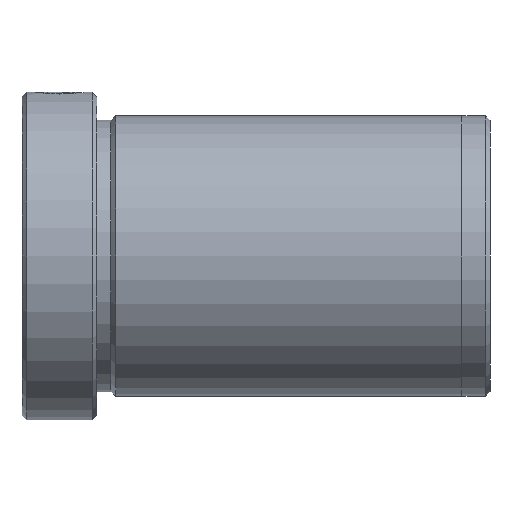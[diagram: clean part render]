
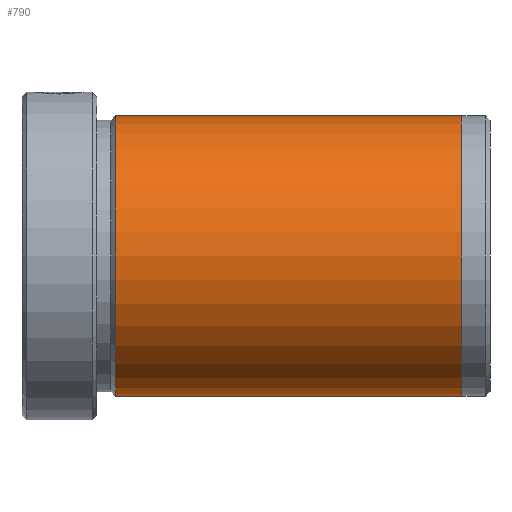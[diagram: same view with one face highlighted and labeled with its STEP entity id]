
A CAD part, left-side view. The second image highlights one B-rep face of the part: STEP entity #790.
In plain terms, the highlighted cylindrical face has radius 15 mm (diameter 30 mm), a partial arc.
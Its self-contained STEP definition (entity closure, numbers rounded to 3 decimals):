
#36 = CARTESIAN_POINT ( 'NONE',  ( 0., -10., 15. ) ) ;
#57 = ORIENTED_EDGE ( 'NONE', *, *, #189, .F. ) ;
#170 = AXIS2_PLACEMENT_3D ( 'NONE', #496, #1486, #635 ) ;
#189 = EDGE_CURVE ( 'NONE', #568, #1264, #1753, .T. ) ;
#336 = DIRECTION ( 'NONE',  ( 0., 1., 0. ) ) ;
#353 = CARTESIAN_POINT ( 'NONE',  ( 0., 0., 15. ) ) ;
#424 = AXIS2_PLACEMENT_3D ( 'NONE', #792, #1792, #937 ) ;
#494 = EDGE_LOOP ( 'NONE', ( #1097, #57, #772, #1237 ) ) ;
#496 = CARTESIAN_POINT ( 'NONE',  ( 0., -10., 0. ) ) ;
#538 = DIRECTION ( 'NONE',  ( 0., 0., 1. ) ) ;
#551 = EDGE_CURVE ( 'NONE', #1264, #586, #940, .T. ) ;
#568 = VERTEX_POINT ( 'NONE', #1493 ) ;
#569 = VECTOR ( 'NONE', #336, 1000. ) ;
#586 = VERTEX_POINT ( 'NONE', #1349 ) ;
#635 = DIRECTION ( 'NONE',  ( 0., 0., 1. ) ) ;
#654 = EDGE_CURVE ( 'NONE', #586, #1669, #1219, .T. ) ;
#772 = ORIENTED_EDGE ( 'NONE', *, *, #1751, .T. ) ;
#775 = CARTESIAN_POINT ( 'NONE',  ( 0., -47., -15. ) ) ;
#790 = ADVANCED_FACE ( 'NONE', ( #1046 ), #1762, .T. ) ;
#792 = CARTESIAN_POINT ( 'NONE',  ( 0., -47., 0. ) ) ;
#879 = VECTOR ( 'NONE', #906, 1000. ) ;
#891 = CARTESIAN_POINT ( 'NONE',  ( 0., 0., -15. ) ) ;
#906 = DIRECTION ( 'NONE',  ( 0., 1., 0. ) ) ;
#937 = DIRECTION ( 'NONE',  ( 0., 0., -1. ) ) ;
#940 = LINE ( 'NONE', #891, #569 ) ;
#961 = CARTESIAN_POINT ( 'NONE',  ( 0., 0., 0. ) ) ;
#1046 = FACE_OUTER_BOUND ( 'NONE', #494, .T. ) ;
#1097 = ORIENTED_EDGE ( 'NONE', *, *, #551, .F. ) ;
#1098 = DIRECTION ( 'NONE',  ( 0., 1., 0. ) ) ;
#1103 = AXIS2_PLACEMENT_3D ( 'NONE', #961, #1098, #538 ) ;
#1219 = CIRCLE ( 'NONE', #170, 15. ) ;
#1237 = ORIENTED_EDGE ( 'NONE', *, *, #654, .F. ) ;
#1264 = VERTEX_POINT ( 'NONE', #775 ) ;
#1349 = CARTESIAN_POINT ( 'NONE',  ( 0., -10., -15. ) ) ;
#1486 = DIRECTION ( 'NONE',  ( 0., 1., 0. ) ) ;
#1493 = CARTESIAN_POINT ( 'NONE',  ( 0., -47., 15. ) ) ;
#1632 = LINE ( 'NONE', #353, #879 ) ;
#1669 = VERTEX_POINT ( 'NONE', #36 ) ;
#1751 = EDGE_CURVE ( 'NONE', #568, #1669, #1632, .T. ) ;
#1753 = CIRCLE ( 'NONE', #424, 15. ) ;
#1762 = CYLINDRICAL_SURFACE ( 'NONE', #1103, 15. ) ;
#1792 = DIRECTION ( 'NONE',  ( 0., -1., 0. ) ) ;
